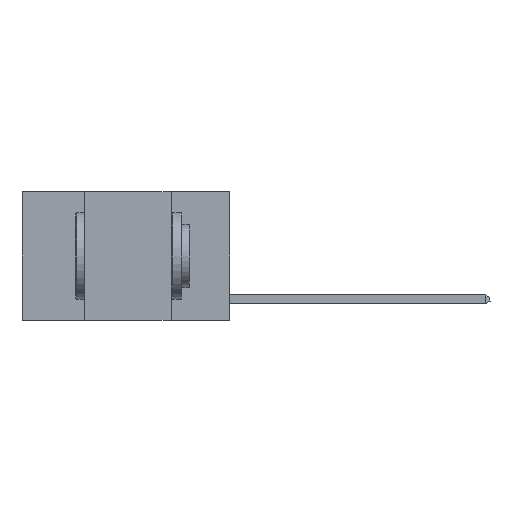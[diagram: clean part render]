
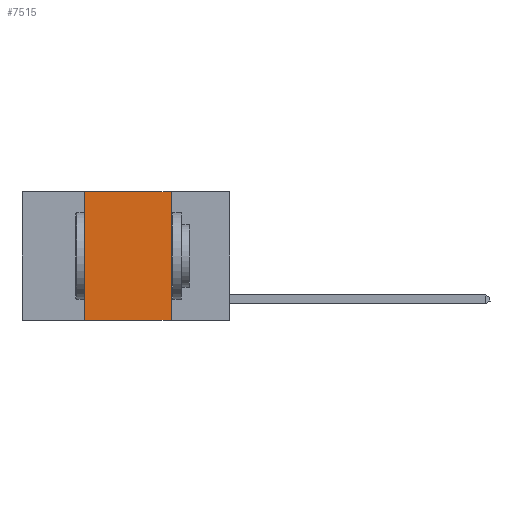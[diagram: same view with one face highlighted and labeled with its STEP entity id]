
A CAD part, left-side view. The second image highlights one B-rep face of the part: STEP entity #7515.
In plain terms, the highlighted planar face has unit normal (-1, 0, 0).
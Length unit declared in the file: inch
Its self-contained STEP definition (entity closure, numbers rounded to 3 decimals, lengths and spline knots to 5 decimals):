
#64 = VERTEX_POINT ( 'NONE', #2108 ) ;
#603 = EDGE_CURVE ( 'NONE', #4676, #7729, #2371, .T. ) ;
#846 = CARTESIAN_POINT ( 'NONE',  ( 0., 0.42, -0.37 ) ) ;
#1253 = EDGE_CURVE ( 'NONE', #13665, #64, #12260, .T. ) ;
#1281 = EDGE_CURVE ( 'NONE', #13665, #7729, #9980, .T. ) ;
#1471 = CARTESIAN_POINT ( 'NONE',  ( 0., 0.42, 0. ) ) ;
#2108 = CARTESIAN_POINT ( 'NONE',  ( 0., 0.42, 0. ) ) ;
#2371 = LINE ( 'NONE', #13026, #7707 ) ;
#2526 = DIRECTION ( 'NONE',  ( 0., 0., -1. ) ) ;
#2821 = EDGE_CURVE ( 'NONE', #64, #4676, #7813, .T. ) ;
#2855 = DIRECTION ( 'NONE',  ( 1., 0., 0. ) ) ;
#3847 = CARTESIAN_POINT ( 'NONE',  ( 0., 0.17, -0.37 ) ) ;
#4131 = CARTESIAN_POINT ( 'NONE',  ( 0., 0.6, -0.37 ) ) ;
#4593 = CARTESIAN_POINT ( 'NONE',  ( 0., 0.6, 0. ) ) ;
#4676 = VERTEX_POINT ( 'NONE', #8029 ) ;
#4972 = DIRECTION ( 'NONE',  ( 0., 0., 1. ) ) ;
#5652 = ORIENTED_EDGE ( 'NONE', *, *, #603, .F. ) ;
#6979 = ORIENTED_EDGE ( 'NONE', *, *, #2821, .F. ) ;
#7475 = VECTOR ( 'NONE', #13456, 39.37008 ) ;
#7515 = ADVANCED_FACE ( 'NONE', ( #14476 ), #8700, .F. ) ;
#7707 = VECTOR ( 'NONE', #2526, 39.37008 ) ;
#7729 = VERTEX_POINT ( 'NONE', #3847 ) ;
#7813 = LINE ( 'NONE', #4593, #9969 ) ;
#8029 = CARTESIAN_POINT ( 'NONE',  ( 0., 0.17, 0. ) ) ;
#8044 = DIRECTION ( 'NONE',  ( 0., -1., 0. ) ) ;
#8700 = PLANE ( 'NONE',  #10156 ) ;
#9944 = DIRECTION ( 'NONE',  ( 0., 0., -1. ) ) ;
#9969 = VECTOR ( 'NONE', #8044, 39.37008 ) ;
#9980 = LINE ( 'NONE', #4131, #7475 ) ;
#10156 = AXIS2_PLACEMENT_3D ( 'NONE', #13357, #2855, #9944 ) ;
#11664 = VECTOR ( 'NONE', #4972, 39.37008 ) ;
#11770 = EDGE_LOOP ( 'NONE', ( #5652, #6979, #12673, #14551 ) ) ;
#12260 = LINE ( 'NONE', #1471, #11664 ) ;
#12673 = ORIENTED_EDGE ( 'NONE', *, *, #1253, .F. ) ;
#13026 = CARTESIAN_POINT ( 'NONE',  ( 0., 0.17, 0. ) ) ;
#13357 = CARTESIAN_POINT ( 'NONE',  ( 0., 0.6, 0. ) ) ;
#13456 = DIRECTION ( 'NONE',  ( 0., -1., 0. ) ) ;
#13665 = VERTEX_POINT ( 'NONE', #846 ) ;
#14476 = FACE_OUTER_BOUND ( 'NONE', #11770, .T. ) ;
#14551 = ORIENTED_EDGE ( 'NONE', *, *, #1281, .T. ) ;
